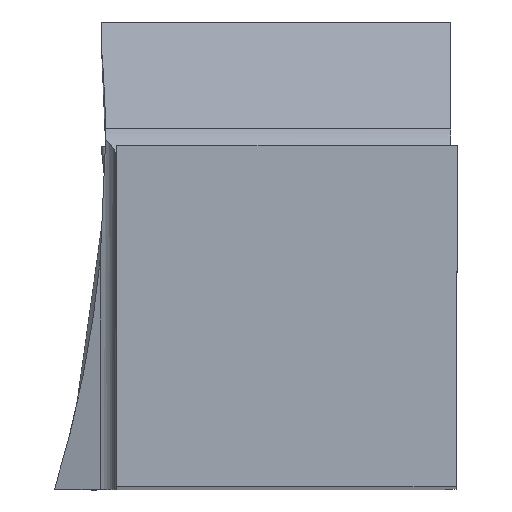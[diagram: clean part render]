
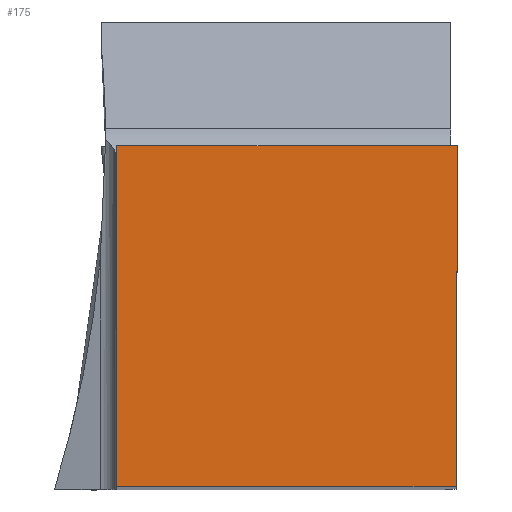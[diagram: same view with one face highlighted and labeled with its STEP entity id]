
A CAD part, top view. The second image highlights one B-rep face of the part: STEP entity #175.
In plain terms, the highlighted planar face has unit normal (0, 0, 1).
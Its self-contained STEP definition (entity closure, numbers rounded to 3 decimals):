
#120=PLANE('',#1472);
#175=ADVANCED_FACE('CU_BACK_SU1',(#252),#120,.F.);
#252=FACE_OUTER_BOUND('',#318,.T.);
#318=EDGE_LOOP('',(#787,#788,#789,#790));
#417=LINE('',#2107,#543);
#422=LINE('',#2141,#548);
#425=LINE('',#2147,#551);
#443=LINE('',#2209,#569);
#543=VECTOR('',#1625,1.);
#548=VECTOR('',#1638,1.);
#551=VECTOR('',#1643,1.);
#569=VECTOR('',#1683,1.);
#787=ORIENTED_EDGE('',*,*,#1217,.T.);
#788=ORIENTED_EDGE('',*,*,#1226,.T.);
#789=ORIENTED_EDGE('',*,*,#1229,.T.);
#790=ORIENTED_EDGE('',*,*,#1251,.F.);
#1085=VERTEX_POINT('',#2106);
#1086=VERTEX_POINT('',#2108);
#1091=VERTEX_POINT('',#2140);
#1093=VERTEX_POINT('',#2146);
#1217=EDGE_CURVE('',#1086,#1085,#417,.T.);
#1226=EDGE_CURVE('',#1085,#1091,#422,.T.);
#1229=EDGE_CURVE('',#1091,#1093,#425,.T.);
#1251=EDGE_CURVE('',#1086,#1093,#443,.T.);
#1472=AXIS2_PLACEMENT_3D('',#2210,#1684,#1685);
#1625=DIRECTION('',(1.,0.,0.));
#1638=DIRECTION('',(0.004,1.,0.));
#1643=DIRECTION('',(-1.,0.,0.));
#1683=DIRECTION('',(0.,1.,0.));
#1684=DIRECTION('',(0.,0.,-1.));
#1685=DIRECTION('',(0.,-1.,0.));
#2106=CARTESIAN_POINT('',(-0.109,0.,0.));
#2107=CARTESIAN_POINT('',(23.244,0.,0.));
#2108=CARTESIAN_POINT('',(-24.875,0.,0.));
#2140=CARTESIAN_POINT('',(0.,24.875,0.));
#2141=CARTESIAN_POINT('',(0.088,44.976,0.));
#2146=CARTESIAN_POINT('',(-24.875,24.875,0.));
#2147=CARTESIAN_POINT('',(23.244,24.875,0.));
#2209=CARTESIAN_POINT('',(-24.875,44.875,0.));
#2210=CARTESIAN_POINT('',(23.244,44.875,0.));
